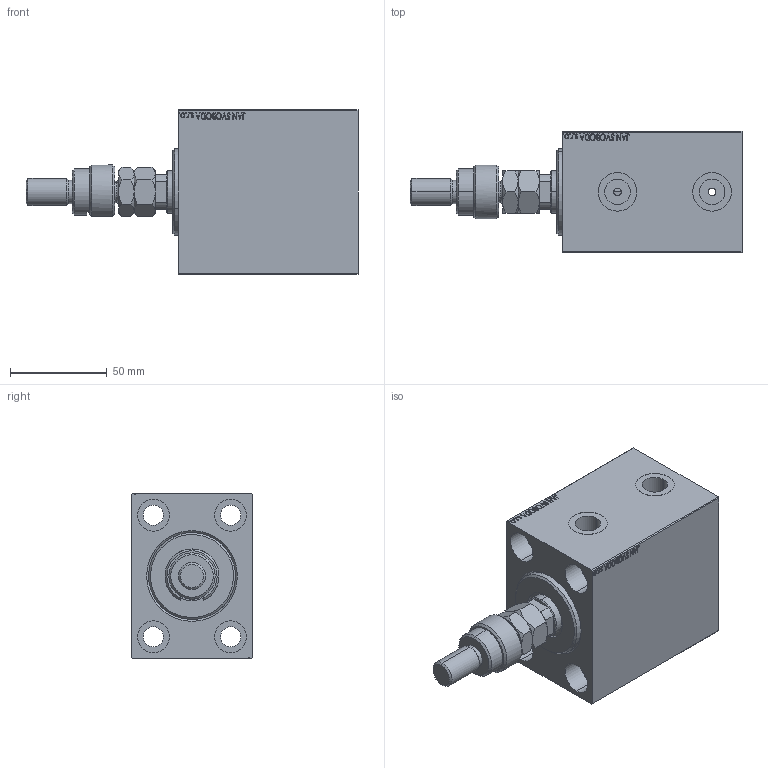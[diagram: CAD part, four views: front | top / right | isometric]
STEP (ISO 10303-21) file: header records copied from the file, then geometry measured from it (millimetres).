
FILE_DESCRIPTION (( 'STEP AP203' ), '1' );
FILE_NAME ('28c4.STEP', '2022-04-17T09:07:39', ( '' ), ( '' ), 'SwSTEP 2.0', 'SolidWorks 2019', '' );
FILE_SCHEMA (( 'CONFIG_CONTROL_DESIGN' ));
Length unit declared in the file: millimetre
Products named in the file (7): MFA 7fe74b73134ea0f5064257f0a346988c; DFA 7fe74b73134ea0f5064257f0a346988c; 28c4; V450CM_C_VCP 7fe74b73134ea0f5064257f0a346988c; FEMALE_PART_FOR_DFA 7fe74b73134ea0f5064257f0a346988c; V450CM_VC_B 7fe74b73134ea0f5064257f0a346988c; V450CM_C_Body 7fe74b73134ea0f5064257f0a346988c
Assembly tree (6 placements, depth 3):
  28c4
    V450CM_C_Body 7fe74b73134ea0f5064257f0a346988c
    V450CM_C_VCP 7fe74b73134ea0f5064257f0a346988c
    V450CM_VC_B 7fe74b73134ea0f5064257f0a346988c
    DFA 7fe74b73134ea0f5064257f0a346988c
      FEMALE_PART_FOR_DFA 7fe74b73134ea0f5064257f0a346988c
      MFA 7fe74b73134ea0f5064257f0a346988c
Bounding box: 172 x 63 x 85 mm (x, y, z)
Volume: 446860.8 mm3; surface area: 84051.6 mm2
Topology: 5 solids, 5 shells, 961 faces, 2422 edges, 1589 vertices
Faces by surface type: plane 440, bspline 380, cylinder 83, cone 54, torus 4
Entity records: 47229 total; most frequent: CARTESIAN_POINT 25934, ORIENTED_EDGE 4840, DIRECTION 2998, EDGE_CURVE 2420, VERTEX_POINT 1589, LINE 1372, VECTOR 1372, EDGE_LOOP 1097
